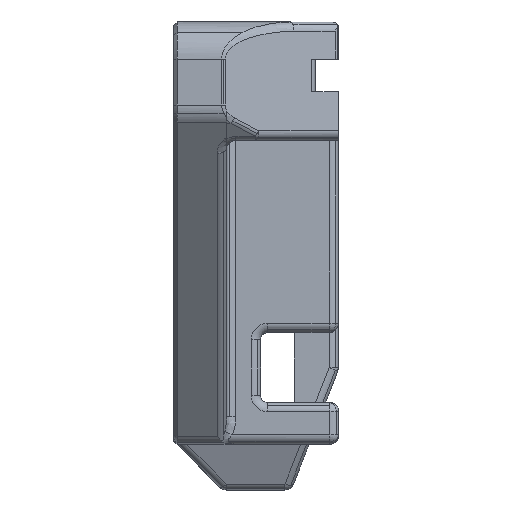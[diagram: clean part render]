
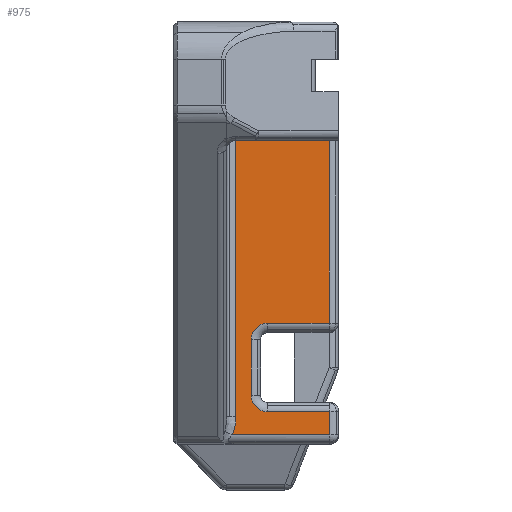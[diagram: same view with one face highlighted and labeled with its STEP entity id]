
A CAD part, top view. The second image highlights one B-rep face of the part: STEP entity #975.
In plain terms, the highlighted planar face has unit normal (0, 0, 1).
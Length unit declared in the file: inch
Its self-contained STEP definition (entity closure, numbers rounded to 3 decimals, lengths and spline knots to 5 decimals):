
#975=ADVANCED_FACE('',(#2110),#2111,.T.);
#2110=FACE_OUTER_BOUND('',#4856,.T.);
#2111=PLANE('',#4857);
#4856=EDGE_LOOP('',(#12007,#12008,#12009,#12010,#12011,#12012,#12013,#12014,#12015,#12016,#12017));
#4857=AXIS2_PLACEMENT_3D('',#12018,#12019,#12020);
#12007=ORIENTED_EDGE('',*,*,#13929,.T.);
#12008=ORIENTED_EDGE('',*,*,#14735,.T.);
#12009=ORIENTED_EDGE('',*,*,#14709,.F.);
#12010=ORIENTED_EDGE('',*,*,#14736,.F.);
#12011=ORIENTED_EDGE('',*,*,#14737,.F.);
#12012=ORIENTED_EDGE('',*,*,#14738,.F.);
#12013=ORIENTED_EDGE('',*,*,#13734,.F.);
#12014=ORIENTED_EDGE('',*,*,#13973,.F.);
#12015=ORIENTED_EDGE('',*,*,#14130,.F.);
#12016=ORIENTED_EDGE('',*,*,#14739,.F.);
#12017=ORIENTED_EDGE('',*,*,#14516,.F.);
#12018=CARTESIAN_POINT('',(0.24813,0.10954,1.82242));
#12019=DIRECTION('',(0.0,0.,1.0));
#12020=DIRECTION('',(-1.0,0.0,0.0));
#13734=EDGE_CURVE('',#15463,#15455,#15465,.T.);
#13929=EDGE_CURVE('',#15335,#15790,#15792,.T.);
#13973=EDGE_CURVE('',#15858,#15463,#15860,.T.);
#14130=EDGE_CURVE('',#16106,#15858,#16108,.T.);
#14516=EDGE_CURVE('',#15335,#15516,#16673,.T.);
#14709=EDGE_CURVE('',#16917,#16918,#16919,.T.);
#14735=EDGE_CURVE('',#15790,#16918,#16955,.T.);
#14736=EDGE_CURVE('',#16937,#16917,#16956,.T.);
#14737=EDGE_CURVE('',#16600,#16937,#16957,.T.);
#14738=EDGE_CURVE('',#15455,#16600,#16958,.T.);
#14739=EDGE_CURVE('',#15516,#16106,#16959,.T.);
#15335=VERTEX_POINT('',#17680);
#15455=VERTEX_POINT('',#17896);
#15463=VERTEX_POINT('',#17904);
#15465=CIRCLE('',#17906,0.0689);
#15516=VERTEX_POINT('',#17972);
#15790=VERTEX_POINT('',#18372);
#15792=LINE('',#18375,#18376);
#15858=VERTEX_POINT('',#18506);
#15860=LINE('',#18508,#18509);
#16106=VERTEX_POINT('',#18894);
#16108=CIRCLE('',#18896,0.0689);
#16600=VERTEX_POINT('',#19734);
#16673=LINE('',#19915,#19916);
#16917=VERTEX_POINT('',#20297);
#16918=VERTEX_POINT('',#20298);
#16919=ELLIPSE('',#20299,0.12963,0.07874);
#16937=VERTEX_POINT('',#20319);
#16955=LINE('',#20341,#20342);
#16956=LINE('',#20343,#20344);
#16957=LINE('',#20345,#20346);
#16958=LINE('',#20347,#20348);
#16959=LINE('',#20349,#20350);
#17680=CARTESIAN_POINT('',(0.53534,0.8752,1.82242));
#17896=CARTESIAN_POINT('',(0.27526,-0.27045,1.82242));
#17904=CARTESIAN_POINT('',(0.20637,-0.20155,1.82242));
#17906=AXIS2_PLACEMENT_3D('',#21213,#21214,#21215);
#17972=CARTESIAN_POINT('',(0.53534,0.10357,1.82242));
#18372=CARTESIAN_POINT('',(0.14175,0.8752,1.82242));
#18375=CARTESIAN_POINT('',(0.54831,0.8752,1.82242));
#18376=VECTOR('',#21480,1.0);
#18506=CARTESIAN_POINT('',(0.20637,0.03467,1.82242));
#18508=CARTESIAN_POINT('',(0.20637,0.01305,1.82242));
#18509=VECTOR('',#21521,1.0);
#18894=CARTESIAN_POINT('',(0.27526,0.10357,1.82242));
#18896=AXIS2_PLACEMENT_3D('',#21743,#21744,#21745);
#19734=CARTESIAN_POINT('',(0.53757,-0.27045,1.82242));
#19915=CARTESIAN_POINT('',(0.53534,0.62609,1.82242));
#19916=VECTOR('',#22227,1.0);
#20297=CARTESIAN_POINT('',(0.12638,-0.3677,1.82242));
#20298=CARTESIAN_POINT('',(0.14175,-0.29076,1.82242));
#20299=AXIS2_PLACEMENT_3D('',#22460,#22461,#22462);
#20319=CARTESIAN_POINT('',(0.53757,-0.3677,1.82242));
#20341=CARTESIAN_POINT('',(0.14175,0.22542,1.82242));
#20342=VECTOR('',#22505,1.0);
#20343=CARTESIAN_POINT('',(0.24615,-0.3677,1.82242));
#20344=VECTOR('',#22506,1.0);
#20345=CARTESIAN_POINT('',(0.53757,-0.08881,1.82242));
#20346=VECTOR('',#22507,1.0);
#20347=CARTESIAN_POINT('',(0.32961,-0.27045,1.82242));
#20348=VECTOR('',#22508,1.0);
#20349=CARTESIAN_POINT('',(0.32961,0.10357,1.82242));
#20350=VECTOR('',#22509,1.0);
#21213=CARTESIAN_POINT('',(0.27526,-0.20155,1.82242));
#21214=DIRECTION('',(0.0,0.,1.0));
#21215=DIRECTION('',(-0.707,-0.707,0.));
#21480=DIRECTION('',(-1.0,0.0,0.0));
#21521=DIRECTION('',(0.0,-1.0,0.0));
#21743=CARTESIAN_POINT('',(0.27526,0.03467,1.82242));
#21744=DIRECTION('',(0.0,0.,1.0));
#21745=DIRECTION('',(-0.707,0.707,0.));
#22227=DIRECTION('',(0.0,-1.0,0.0));
#22460=CARTESIAN_POINT('',(0.06301,-0.29076,1.82242));
#22461=DIRECTION('',(0.,0.,1.0));
#22462=DIRECTION('',(0.,-1.0,0.));
#22505=DIRECTION('',(0.0,-1.0,0.0));
#22506=DIRECTION('',(-1.0,0.0,0.0));
#22507=DIRECTION('',(0.0,-1.0,0.0));
#22508=DIRECTION('',(1.0,0.0,0.0));
#22509=DIRECTION('',(-1.0,0.0,0.0));
